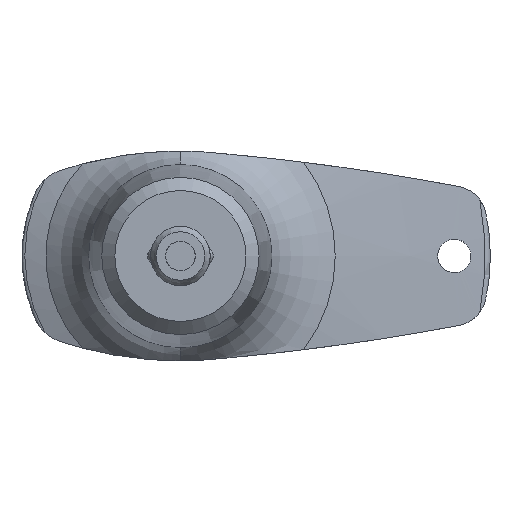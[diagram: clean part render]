
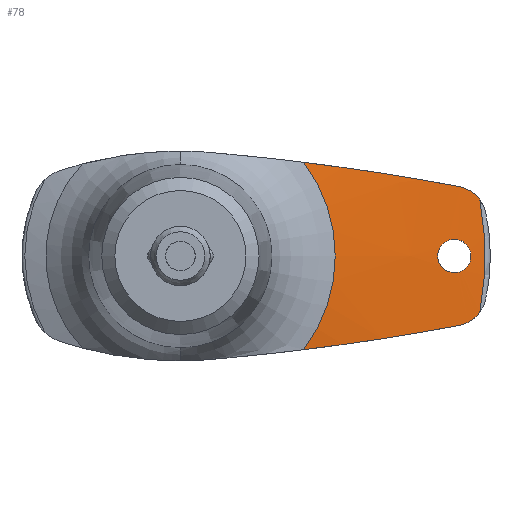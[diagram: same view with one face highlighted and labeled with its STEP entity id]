
A CAD part, front view. The second image highlights one B-rep face of the part: STEP entity #78.
In plain terms, the highlighted conical face has half-angle 80.052 degrees and reference radius 13 mm.
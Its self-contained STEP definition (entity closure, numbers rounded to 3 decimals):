
#78 = ADVANCED_FACE( '', ( #203, #204 ), #205, .T. );
#203 = FACE_OUTER_BOUND( '', #404, .T. );
#204 = FACE_BOUND( '', #405, .T. );
#205 = CONICAL_SURFACE( '', #406, 13., 1.397 );
#404 = EDGE_LOOP( '', ( #621, #622, #623, #624, #625, #626 ) );
#405 = EDGE_LOOP( '', ( #627 ) );
#406 = AXIS2_PLACEMENT_3D( '', #628, #629, #630 );
#621 = ORIENTED_EDGE( '', *, *, #1056, .F. );
#622 = ORIENTED_EDGE( '', *, *, #1057, .F. );
#623 = ORIENTED_EDGE( '', *, *, #1058, .T. );
#624 = ORIENTED_EDGE( '', *, *, #1059, .F. );
#625 = ORIENTED_EDGE( '', *, *, #1060, .F. );
#626 = ORIENTED_EDGE( '', *, *, #1061, .F. );
#627 = ORIENTED_EDGE( '', *, *, #1062, .T. );
#628 = CARTESIAN_POINT( '', ( 0., 19.2, 0. ) );
#629 = DIRECTION( '', ( 0., 1., 0. ) );
#630 = DIRECTION( '', ( 0., 0., 1. ) );
#1056 = EDGE_CURVE( '', #1222, #1223, #1224, .T. );
#1057 = EDGE_CURVE( '', #1225, #1222, #1226, .T. );
#1058 = EDGE_CURVE( '', #1225, #1227, #1228, .T. );
#1059 = EDGE_CURVE( '', #1229, #1227, #1230, .T. );
#1060 = EDGE_CURVE( '', #1231, #1229, #1232, .T. );
#1061 = EDGE_CURVE( '', #1223, #1231, #1233, .T. );
#1062 = EDGE_CURVE( '', #1234, #1234, #1235, .T. );
#1222 = VERTEX_POINT( '', #1468 );
#1223 = VERTEX_POINT( '', #1469 );
#1224 = B_SPLINE_CURVE_WITH_KNOTS( '', 3, ( #1470, #1471, #1472, #1473, #1474, #1475 ), .UNSPECIFIED., .F., .F., ( 4, 2, 4 ), ( 0., 0.007, 0.013 ), .UNSPECIFIED. );
#1225 = VERTEX_POINT( '', #1476 );
#1226 = B_SPLINE_CURVE_WITH_KNOTS( '', 3, ( #1477, #1478, #1479, #1480, #1481, #1482 ), .UNSPECIFIED., .F., .F., ( 4, 2, 4 ), ( 0., 0.001, 0.002 ), .UNSPECIFIED. );
#1227 = VERTEX_POINT( '', #1483 );
#1228 = CIRCLE( '', #1484, 25.586 );
#1229 = VERTEX_POINT( '', #1485 );
#1230 = B_SPLINE_CURVE_WITH_KNOTS( '', 3, ( #1486, #1487, #1488, #1489, #1490, #1491 ), .UNSPECIFIED., .F., .F., ( 4, 2, 4 ), ( 0., 0.001, 0.002 ), .UNSPECIFIED. );
#1231 = VERTEX_POINT( '', #1492 );
#1232 = B_SPLINE_CURVE_WITH_KNOTS( '', 3, ( #1493, #1494, #1495, #1496, #1497, #1498 ), .UNSPECIFIED., .F., .F., ( 4, 2, 4 ), ( 0., 0.007, 0.013 ), .UNSPECIFIED. );
#1233 = CIRCLE( '', #1499, 13. );
#1234 = VERTEX_POINT( '', #1500 );
#1235 = B_SPLINE_CURVE_WITH_KNOTS( '', 3, ( #1501, #1502, #1503, #1504, #1505, #1506, #1507, #1508, #1509, #1510, #1511, #1512, #1513, #1514, #1515, #1516, #1517, #1518, #1519, #1520, #1521, #1522, #1523, #1524, #1525, #1526, #1527, #1528, #1529, #1530, #1531, #1532, #1533, #1534, #1535, #1536, #1537, #1538, #1539, #1540, #1541, #1542, #1543, #1544, #1545, #1546, #1547, #1548, #1549, #1550 ), .UNSPECIFIED., .T., .F., ( 2, 2, 2, 2, 2, 2, 2, 2, 2, 2, 2, 2, 2, 2, 2, 2, 2, 2, 2, 2, 2, 2, 2, 2, 2, 2, 2 ), ( -0.001, 0., 0., 0.001, 0.001, 0.001, 0.002, 0.002, 0.002, 0.003, 0.003, 0.004, 0.004, 0.004, 0.004, 0.005, 0.006, 0.006, 0.006, 0.007, 0.007, 0.007, 0.007, 0.008, 0.008, 0.009, 0.009 ), .UNSPECIFIED. );
#1468 = CARTESIAN_POINT( '', ( 23.5, 21.166, -5.814 ) );
#1469 = CARTESIAN_POINT( '', ( 10.347, 19.2, -7.87 ) );
#1470 = CARTESIAN_POINT( '', ( 23.5, 21.166, -5.814 ) );
#1471 = CARTESIAN_POINT( '', ( 21.323, 20.812, -6.226 ) );
#1472 = CARTESIAN_POINT( '', ( 19.139, 20.465, -6.603 ) );
#1473 = CARTESIAN_POINT( '', ( 14.756, 19.799, -7.288 ) );
#1474 = CARTESIAN_POINT( '', ( 12.558, 19.479, -7.596 ) );
#1475 = CARTESIAN_POINT( '', ( 10.347, 19.2, -7.87 ) );
#1476 = CARTESIAN_POINT( '', ( 25.152, 21.408, -4.697 ) );
#1477 = CARTESIAN_POINT( '', ( 25.152, 21.408, -4.697 ) );
#1478 = CARTESIAN_POINT( '', ( 24.95, 21.382, -4.976 ) );
#1479 = CARTESIAN_POINT( '', ( 24.705, 21.348, -5.213 ) );
#1480 = CARTESIAN_POINT( '', ( 24.138, 21.266, -5.595 ) );
#1481 = CARTESIAN_POINT( '', ( 23.831, 21.219, -5.732 ) );
#1482 = CARTESIAN_POINT( '', ( 23.5, 21.166, -5.814 ) );
#1483 = CARTESIAN_POINT( '', ( 25.152, 21.408, 4.697 ) );
#1484 = AXIS2_PLACEMENT_3D( '', #2315, #2316, #2317 );
#1485 = CARTESIAN_POINT( '', ( 23.5, 21.166, 5.814 ) );
#1486 = CARTESIAN_POINT( '', ( 23.5, 21.166, 5.814 ) );
#1487 = CARTESIAN_POINT( '', ( 23.831, 21.219, 5.732 ) );
#1488 = CARTESIAN_POINT( '', ( 24.14, 21.266, 5.594 ) );
#1489 = CARTESIAN_POINT( '', ( 24.707, 21.348, 5.211 ) );
#1490 = CARTESIAN_POINT( '', ( 24.95, 21.382, 4.976 ) );
#1491 = CARTESIAN_POINT( '', ( 25.152, 21.408, 4.697 ) );
#1492 = CARTESIAN_POINT( '', ( 10.347, 19.2, 7.87 ) );
#1493 = CARTESIAN_POINT( '', ( 10.347, 19.2, 7.87 ) );
#1494 = CARTESIAN_POINT( '', ( 12.558, 19.479, 7.596 ) );
#1495 = CARTESIAN_POINT( '', ( 14.756, 19.799, 7.288 ) );
#1496 = CARTESIAN_POINT( '', ( 19.139, 20.465, 6.603 ) );
#1497 = CARTESIAN_POINT( '', ( 21.323, 20.812, 6.226 ) );
#1498 = CARTESIAN_POINT( '', ( 23.5, 21.166, 5.814 ) );
#1499 = AXIS2_PLACEMENT_3D( '', #2318, #2319, #2320 );
#1500 = CARTESIAN_POINT( '', ( 22.017, 20.785, -0.996 ) );
#1501 = CARTESIAN_POINT( '', ( 22.148, 20.809, -1.126 ) );
#1502 = CARTESIAN_POINT( '', ( 21.951, 20.773, -0.931 ) );
#1503 = CARTESIAN_POINT( '', ( 21.892, 20.763, -0.861 ) );
#1504 = CARTESIAN_POINT( '', ( 21.79, 20.744, -0.71 ) );
#1505 = CARTESIAN_POINT( '', ( 21.745, 20.735, -0.628 ) );
#1506 = CARTESIAN_POINT( '', ( 21.674, 20.722, -0.458 ) );
#1507 = CARTESIAN_POINT( '', ( 21.647, 20.717, -0.37 ) );
#1508 = CARTESIAN_POINT( '', ( 21.61, 20.71, -0.189 ) );
#1509 = CARTESIAN_POINT( '', ( 21.6, 20.708, -0.096 ) );
#1510 = CARTESIAN_POINT( '', ( 21.599, 20.708, 0.18 ) );
#1511 = CARTESIAN_POINT( '', ( 21.636, 20.715, 0.366 ) );
#1512 = CARTESIAN_POINT( '', ( 21.776, 20.741, 0.705 ) );
#1513 = CARTESIAN_POINT( '', ( 21.881, 20.761, 0.861 ) );
#1514 = CARTESIAN_POINT( '', ( 22.075, 20.796, 1.055 ) );
#1515 = CARTESIAN_POINT( '', ( 22.147, 20.809, 1.114 ) );
#1516 = CARTESIAN_POINT( '', ( 22.298, 20.837, 1.215 ) );
#1517 = CARTESIAN_POINT( '', ( 22.378, 20.851, 1.258 ) );
#1518 = CARTESIAN_POINT( '', ( 22.632, 20.896, 1.363 ) );
#1519 = CARTESIAN_POINT( '', ( 22.812, 20.928, 1.399 ) );
#1520 = CARTESIAN_POINT( '', ( 23.086, 20.977, 1.4 ) );
#1521 = CARTESIAN_POINT( '', ( 23.177, 20.992, 1.392 ) );
#1522 = CARTESIAN_POINT( '', ( 23.355, 21.023, 1.357 ) );
#1523 = CARTESIAN_POINT( '', ( 23.443, 21.038, 1.331 ) );
#1524 = CARTESIAN_POINT( '', ( 23.612, 21.067, 1.262 ) );
#1525 = CARTESIAN_POINT( '', ( 23.693, 21.081, 1.22 ) );
#1526 = CARTESIAN_POINT( '', ( 23.845, 21.107, 1.12 ) );
#1527 = CARTESIAN_POINT( '', ( 23.918, 21.119, 1.061 ) );
#1528 = CARTESIAN_POINT( '', ( 24.113, 21.152, 0.869 ) );
#1529 = CARTESIAN_POINT( '', ( 24.219, 21.169, 0.713 ) );
#1530 = CARTESIAN_POINT( '', ( 24.361, 21.193, 0.375 ) );
#1531 = CARTESIAN_POINT( '', ( 24.399, 21.199, 0.19 ) );
#1532 = CARTESIAN_POINT( '', ( 24.4, 21.199, -0.086 ) );
#1533 = CARTESIAN_POINT( '', ( 24.391, 21.198, -0.18 ) );
#1534 = CARTESIAN_POINT( '', ( 24.356, 21.192, -0.361 ) );
#1535 = CARTESIAN_POINT( '', ( 24.329, 21.188, -0.449 ) );
#1536 = CARTESIAN_POINT( '', ( 24.224, 21.17, -0.705 ) );
#1537 = CARTESIAN_POINT( '', ( 24.12, 21.153, -0.86 ) );
#1538 = CARTESIAN_POINT( '', ( 23.924, 21.12, -1.056 ) );
#1539 = CARTESIAN_POINT( '', ( 23.854, 21.108, -1.113 ) );
#1540 = CARTESIAN_POINT( '', ( 23.702, 21.083, -1.215 ) );
#1541 = CARTESIAN_POINT( '', ( 23.62, 21.069, -1.258 ) );
#1542 = CARTESIAN_POINT( '', ( 23.452, 21.04, -1.328 ) );
#1543 = CARTESIAN_POINT( '', ( 23.365, 21.025, -1.355 ) );
#1544 = CARTESIAN_POINT( '', ( 23.187, 20.994, -1.39 ) );
#1545 = CARTESIAN_POINT( '', ( 23.095, 20.978, -1.4 ) );
#1546 = CARTESIAN_POINT( '', ( 22.823, 20.93, -1.401 ) );
#1547 = CARTESIAN_POINT( '', ( 22.64, 20.898, -1.365 ) );
#1548 = CARTESIAN_POINT( '', ( 22.304, 20.838, -1.228 ) );
#1549 = CARTESIAN_POINT( '', ( 22.148, 20.809, -1.126 ) );
#1550 = CARTESIAN_POINT( '', ( 21.951, 20.773, -0.931 ) );
#2315 = CARTESIAN_POINT( '', ( 0., 21.408, 0. ) );
#2316 = DIRECTION( '', ( 0., -1., 0. ) );
#2317 = DIRECTION( '', ( 0., 0., -1. ) );
#2318 = CARTESIAN_POINT( '', ( 0., 19.2, 0. ) );
#2319 = DIRECTION( '', ( 0., -1., 0. ) );
#2320 = DIRECTION( '', ( 0., 0., -1. ) );
